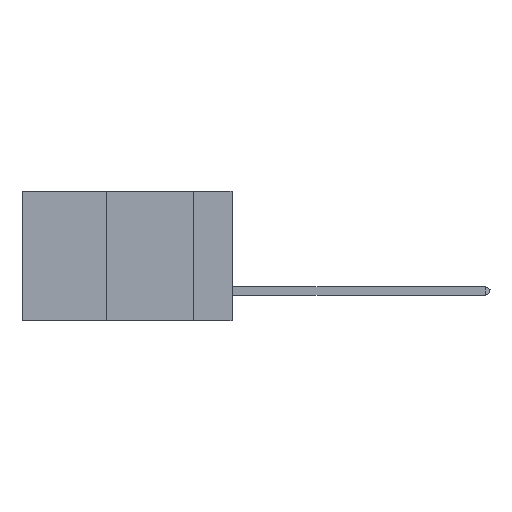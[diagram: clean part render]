
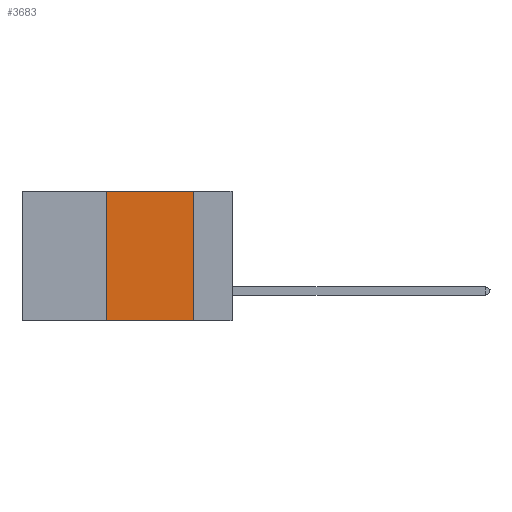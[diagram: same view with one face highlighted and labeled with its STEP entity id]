
A CAD part, left-side view. The second image highlights one B-rep face of the part: STEP entity #3683.
In plain terms, the highlighted planar face has unit normal (-1, 0, 0).
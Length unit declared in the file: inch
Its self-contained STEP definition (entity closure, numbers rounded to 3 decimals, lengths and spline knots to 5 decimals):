
#826 = VECTOR ( 'NONE', #3543, 39.37008 ) ;
#1235 = ORIENTED_EDGE ( 'NONE', *, *, #23006, .F. ) ;
#1266 = CARTESIAN_POINT ( 'NONE',  ( 0., 0.11, 0. ) ) ;
#2547 = CARTESIAN_POINT ( 'NONE',  ( 0., 0.6, -0.37 ) ) ;
#2716 = EDGE_CURVE ( 'NONE', #23689, #4720, #6898, .T. ) ;
#3543 = DIRECTION ( 'NONE',  ( 0., -1., 0. ) ) ;
#3683 = ADVANCED_FACE ( 'NONE', ( #24878 ), #25482, .F. ) ;
#4720 = VERTEX_POINT ( 'NONE', #31721 ) ;
#6703 = CARTESIAN_POINT ( 'NONE',  ( 0., 0.36, 0. ) ) ;
#6898 = LINE ( 'NONE', #17839, #35740 ) ;
#10507 = DIRECTION ( 'NONE',  ( 0., 0., -1. ) ) ;
#10735 = DIRECTION ( 'NONE',  ( 1., 0., 0. ) ) ;
#12029 = VECTOR ( 'NONE', #10507, 39.37008 ) ;
#12200 = LINE ( 'NONE', #6703, #14067 ) ;
#13483 = EDGE_LOOP ( 'NONE', ( #1235, #29980, #13718, #36448 ) ) ;
#13718 = ORIENTED_EDGE ( 'NONE', *, *, #15200, .F. ) ;
#14067 = VECTOR ( 'NONE', #18622, 39.37008 ) ;
#14713 = CARTESIAN_POINT ( 'NONE',  ( 0., 0.11, -0.37 ) ) ;
#15200 = EDGE_CURVE ( 'NONE', #28982, #23689, #12200, .T. ) ;
#15231 = LINE ( 'NONE', #1266, #12029 ) ;
#17313 = EDGE_CURVE ( 'NONE', #28982, #35391, #26399, .T. ) ;
#17839 = CARTESIAN_POINT ( 'NONE',  ( 0., 0.6, 0. ) ) ;
#18622 = DIRECTION ( 'NONE',  ( 0., 0., 1. ) ) ;
#19528 = DIRECTION ( 'NONE',  ( 0., 0., -1. ) ) ;
#23006 = EDGE_CURVE ( 'NONE', #4720, #35391, #15231, .T. ) ;
#23689 = VERTEX_POINT ( 'NONE', #31154 ) ;
#24878 = FACE_OUTER_BOUND ( 'NONE', #13483, .T. ) ;
#25358 = CARTESIAN_POINT ( 'NONE',  ( 0., 0.6, 0. ) ) ;
#25482 = PLANE ( 'NONE',  #33853 ) ;
#26399 = LINE ( 'NONE', #2547, #826 ) ;
#28982 = VERTEX_POINT ( 'NONE', #36506 ) ;
#29980 = ORIENTED_EDGE ( 'NONE', *, *, #2716, .F. ) ;
#31154 = CARTESIAN_POINT ( 'NONE',  ( 0., 0.36, 0. ) ) ;
#31721 = CARTESIAN_POINT ( 'NONE',  ( 0., 0.11, 0. ) ) ;
#33853 = AXIS2_PLACEMENT_3D ( 'NONE', #25358, #10735, #19528 ) ;
#35391 = VERTEX_POINT ( 'NONE', #14713 ) ;
#35552 = DIRECTION ( 'NONE',  ( 0., -1., 0. ) ) ;
#35740 = VECTOR ( 'NONE', #35552, 39.37008 ) ;
#36448 = ORIENTED_EDGE ( 'NONE', *, *, #17313, .T. ) ;
#36506 = CARTESIAN_POINT ( 'NONE',  ( 0., 0.36, -0.37 ) ) ;
